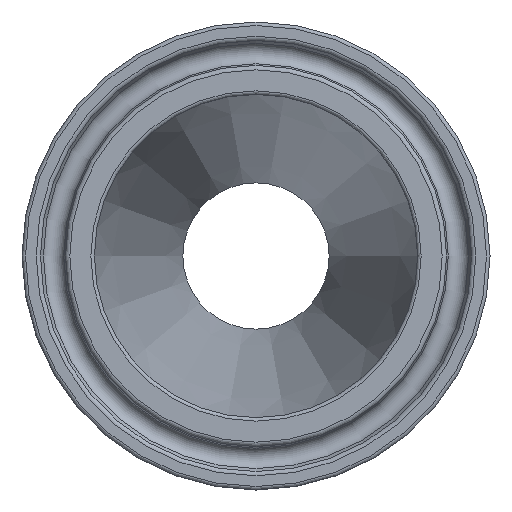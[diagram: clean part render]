
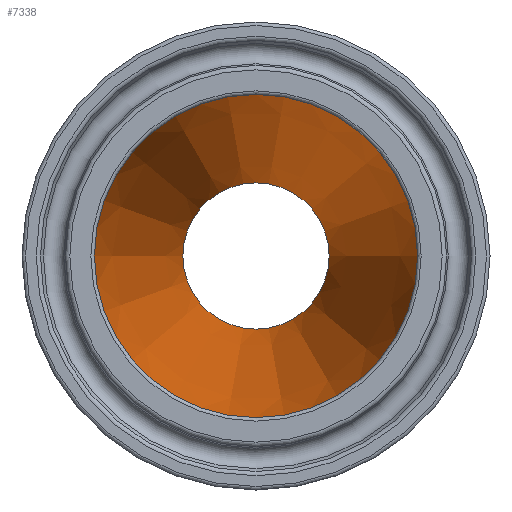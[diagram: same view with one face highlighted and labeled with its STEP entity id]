
A CAD part, left-side view. The second image highlights one B-rep face of the part: STEP entity #7338.
In plain terms, the highlighted conical face has half-angle 10.62 degrees and reference radius 12.636 mm.
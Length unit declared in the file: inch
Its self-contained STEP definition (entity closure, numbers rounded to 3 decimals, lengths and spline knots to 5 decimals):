
#111=FACE_BOUND('',#1319,.T.);
#875=FACE_OUTER_BOUND('',#1318,.T.);
#1318=EDGE_LOOP('',(#6804));
#1319=EDGE_LOOP('',(#6805));
#2512=CIRCLE('',#7754,0.685);
#2513=CIRCLE('',#7755,0.31);
#3602=VERTEX_POINT('',#15935);
#3603=VERTEX_POINT('',#15937);
#4679=EDGE_CURVE('',#3602,#3602,#2512,.T.);
#4680=EDGE_CURVE('',#3603,#3603,#2513,.T.);
#6804=ORIENTED_EDGE('',*,*,#4679,.F.);
#6805=ORIENTED_EDGE('',*,*,#4680,.T.);
#6888=CONICAL_SURFACE('',#7753,0.4975,10.62);
#7338=ADVANCED_FACE('',(#875,#111),#6888,.F.);
#7753=AXIS2_PLACEMENT_3D('',#15934,#9080,#9081);
#7754=AXIS2_PLACEMENT_3D('',#15936,#9082,#9083);
#7755=AXIS2_PLACEMENT_3D('',#15938,#9084,#9085);
#9080=DIRECTION('center_axis',(-1.,0.,0.));
#9081=DIRECTION('ref_axis',(0.,1.,0.));
#9082=DIRECTION('center_axis',(1.,0.,0.));
#9083=DIRECTION('ref_axis',(0.,0.,-1.));
#9084=DIRECTION('center_axis',(1.,0.,0.));
#9085=DIRECTION('ref_axis',(0.,0.,-1.));
#15934=CARTESIAN_POINT('Origin',(1.5,0.,0.));
#15935=CARTESIAN_POINT('',(0.5,0.685,0.));
#15936=CARTESIAN_POINT('Origin',(0.5,0.,0.));
#15937=CARTESIAN_POINT('',(2.5,0.31,0.));
#15938=CARTESIAN_POINT('Origin',(2.5,0.,0.));
